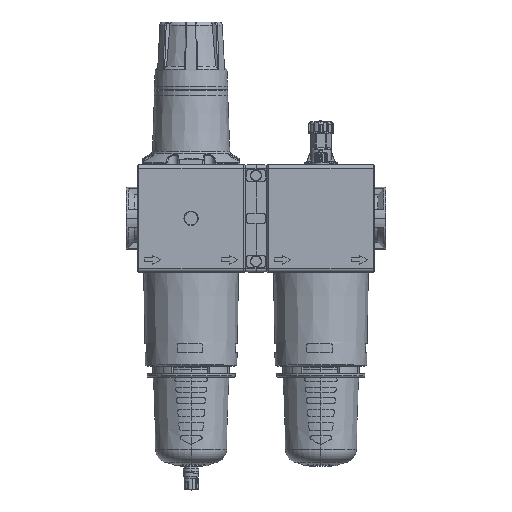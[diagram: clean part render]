
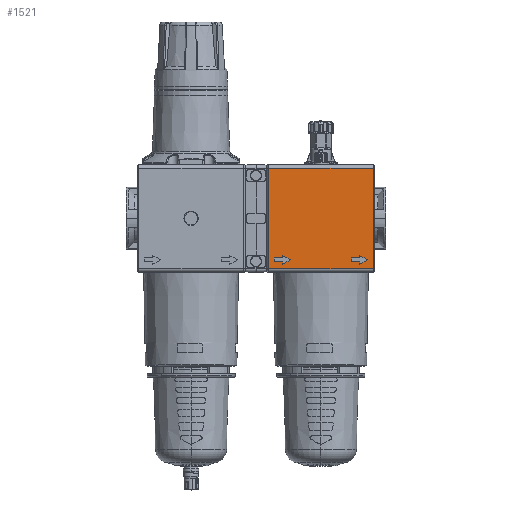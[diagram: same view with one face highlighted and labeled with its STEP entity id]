
A CAD part, top view. The second image highlights one B-rep face of the part: STEP entity #1521.
In plain terms, the highlighted planar face has unit normal (0, 0, 1).
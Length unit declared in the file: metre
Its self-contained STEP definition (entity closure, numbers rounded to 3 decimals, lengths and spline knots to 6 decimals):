
#1521=ADVANCED_FACE('93:6390',(#4908,#4909,#4910),#4911,.F.);
#4908=FACE_BOUND('',#14886,.T.);
#4909=FACE_BOUND('',#14887,.T.);
#4910=FACE_OUTER_BOUND('',#14888,.T.);
#4911=PLANE('',#14889);
#14886=EDGE_LOOP('',(#29374,#29375,#29376,#29377,#29378,#29379,#29380));
#14887=EDGE_LOOP('',(#29381,#29382,#29383,#29384,#29385,#29386,#29387));
#14888=EDGE_LOOP('',(#29388,#29389,#29390,#29391));
#14889=AXIS2_PLACEMENT_3D('',#29392,#29393,#29394);
#29374=ORIENTED_EDGE('',*,*,#37664,.F.);
#29375=ORIENTED_EDGE('',*,*,#37665,.F.);
#29376=ORIENTED_EDGE('',*,*,#37666,.T.);
#29377=ORIENTED_EDGE('',*,*,#37667,.T.);
#29378=ORIENTED_EDGE('',*,*,#37668,.F.);
#29379=ORIENTED_EDGE('',*,*,#37669,.F.);
#29380=ORIENTED_EDGE('',*,*,#37670,.F.);
#29381=ORIENTED_EDGE('',*,*,#37671,.F.);
#29382=ORIENTED_EDGE('',*,*,#37672,.F.);
#29383=ORIENTED_EDGE('',*,*,#37673,.T.);
#29384=ORIENTED_EDGE('',*,*,#37674,.T.);
#29385=ORIENTED_EDGE('',*,*,#37675,.F.);
#29386=ORIENTED_EDGE('',*,*,#37676,.F.);
#29387=ORIENTED_EDGE('',*,*,#37677,.F.);
#29388=ORIENTED_EDGE('',*,*,#37678,.T.);
#29389=ORIENTED_EDGE('',*,*,#37679,.T.);
#29390=ORIENTED_EDGE('',*,*,#37680,.T.);
#29391=ORIENTED_EDGE('',*,*,#37681,.T.);
#29392=CARTESIAN_POINT('',(0.1625,0.0475,0.0475));
#29393=DIRECTION('',(0.0,0.0,-1.0));
#29394=DIRECTION('',(-1.0,0.0,0.0));
#37664=EDGE_CURVE('93:10050',#46067,#46068,#46069,.T.);
#37665=EDGE_CURVE('93:10041',#46070,#46067,#46071,.T.);
#37666=EDGE_CURVE('93:10080',#46070,#46072,#46073,.T.);
#37667=EDGE_CURVE('93:10074',#46072,#46074,#46075,.T.);
#37668=EDGE_CURVE('93:10068',#46076,#46074,#46077,.T.);
#37669=EDGE_CURVE('93:10062',#46078,#46076,#46079,.T.);
#37670=EDGE_CURVE('93:10056',#46068,#46078,#46080,.T.);
#37671=EDGE_CURVE('93:10008',#46081,#46082,#46083,.T.);
#37672=EDGE_CURVE('93:9999',#46084,#46081,#46085,.T.);
#37673=EDGE_CURVE('93:10038',#46084,#46086,#46087,.T.);
#37674=EDGE_CURVE('93:10032',#46086,#46088,#46089,.T.);
#37675=EDGE_CURVE('93:10026',#46090,#46088,#46091,.T.);
#37676=EDGE_CURVE('93:10020',#46092,#46090,#46093,.T.);
#37677=EDGE_CURVE('93:10014',#46082,#46092,#46094,.T.);
#37678=EDGE_CURVE('93:9975',#46095,#46096,#46097,.T.);
#37679=EDGE_CURVE('93:9996',#46096,#46098,#46099,.T.);
#37680=EDGE_CURVE('93:9978',#46098,#46100,#46101,.T.);
#37681=EDGE_CURVE('93:9969',#46100,#46095,#46102,.F.);
#46067=VERTEX_POINT('',#62482);
#46068=VERTEX_POINT('',#62483);
#46069=LINE('',#62484,#62485);
#46070=VERTEX_POINT('',#62486);
#46071=LINE('',#62487,#62488);
#46072=VERTEX_POINT('',#62489);
#46073=LINE('',#62490,#62491);
#46074=VERTEX_POINT('',#62492);
#46075=LINE('',#62493,#62494);
#46076=VERTEX_POINT('',#62495);
#46077=LINE('',#62496,#62497);
#46078=VERTEX_POINT('',#62498);
#46079=LINE('',#62499,#62500);
#46080=LINE('',#62501,#62502);
#46081=VERTEX_POINT('',#62503);
#46082=VERTEX_POINT('',#62504);
#46083=LINE('',#62505,#62506);
#46084=VERTEX_POINT('',#62507);
#46085=LINE('',#62508,#62509);
#46086=VERTEX_POINT('',#62510);
#46087=LINE('',#62511,#62512);
#46088=VERTEX_POINT('',#62513);
#46089=LINE('',#62514,#62515);
#46090=VERTEX_POINT('',#62516);
#46091=LINE('',#62517,#62518);
#46092=VERTEX_POINT('',#62519);
#46093=LINE('',#62520,#62521);
#46094=LINE('',#62522,#62523);
#46095=VERTEX_POINT('',#62524);
#46096=VERTEX_POINT('',#62525);
#46097=LINE('',#62526,#62527);
#46098=VERTEX_POINT('',#62528);
#46099=LINE('',#62529,#62530);
#46100=VERTEX_POINT('',#62531);
#46101=LINE('',#62532,#62533);
#46102=LINE('',#62534,#62535);
#62482=CARTESIAN_POINT('',(0.07388,-0.035,0.0475));
#62483=CARTESIAN_POINT('',(0.07388,-0.0385,0.0475));
#62484=CARTESIAN_POINT('',(0.07388,-0.035,0.0475));
#62485=VECTOR('',#72295,1.0);
#62486=CARTESIAN_POINT('',(0.08101,-0.035,0.0475));
#62487=CARTESIAN_POINT('',(0.08101,-0.035,0.0475));
#62488=VECTOR('',#72296,1.0);
#62489=CARTESIAN_POINT('',(0.08101,-0.032784,0.0475));
#62490=CARTESIAN_POINT('',(0.08101,-0.035,0.0475));
#62491=VECTOR('',#72297,1.0);
#62492=CARTESIAN_POINT('',(0.08788,-0.03675,0.0475));
#62493=CARTESIAN_POINT('',(0.08101,-0.032784,0.0475));
#62494=VECTOR('',#72298,1.0);
#62495=CARTESIAN_POINT('',(0.08101,-0.040716,0.0475));
#62496=CARTESIAN_POINT('',(0.08101,-0.040716,0.0475));
#62497=VECTOR('',#72299,1.0);
#62498=CARTESIAN_POINT('',(0.08101,-0.0385,0.0475));
#62499=CARTESIAN_POINT('',(0.08101,-0.0385,0.0475));
#62500=VECTOR('',#72300,1.0);
#62501=CARTESIAN_POINT('',(0.07388,-0.0385,0.0475));
#62502=VECTOR('',#72301,1.0);
#62503=CARTESIAN_POINT('',(0.14212,-0.035,0.0475));
#62504=CARTESIAN_POINT('',(0.14212,-0.0385,0.0475));
#62505=CARTESIAN_POINT('',(0.14212,-0.035,0.0475));
#62506=VECTOR('',#72302,1.0);
#62507=CARTESIAN_POINT('',(0.14925,-0.035,0.0475));
#62508=CARTESIAN_POINT('',(0.14925,-0.035,0.0475));
#62509=VECTOR('',#72303,1.0);
#62510=CARTESIAN_POINT('',(0.14925,-0.032784,0.0475));
#62511=CARTESIAN_POINT('',(0.14925,-0.035,0.0475));
#62512=VECTOR('',#72304,1.0);
#62513=CARTESIAN_POINT('',(0.15612,-0.03675,0.0475));
#62514=CARTESIAN_POINT('',(0.14925,-0.032784,0.0475));
#62515=VECTOR('',#72305,1.0);
#62516=CARTESIAN_POINT('',(0.14925,-0.040716,0.0475));
#62517=CARTESIAN_POINT('',(0.14925,-0.040716,0.0475));
#62518=VECTOR('',#72306,1.0);
#62519=CARTESIAN_POINT('',(0.14925,-0.0385,0.0475));
#62520=CARTESIAN_POINT('',(0.14925,-0.0385,0.0475));
#62521=VECTOR('',#72307,1.0);
#62522=CARTESIAN_POINT('',(0.14212,-0.0385,0.0475));
#62523=VECTOR('',#72308,1.0);
#62524=CARTESIAN_POINT('',(0.0685,-0.0445,0.0475));
#62525=CARTESIAN_POINT('',(0.1615,-0.0445,0.0475));
#62526=CARTESIAN_POINT('',(0.1625,-0.0445,0.0475));
#62527=VECTOR('',#72309,1.0);
#62528=CARTESIAN_POINT('',(0.1615,0.0445,0.0475));
#62529=CARTESIAN_POINT('',(0.1615,0.0475,0.0475));
#62530=VECTOR('',#72310,1.0);
#62531=CARTESIAN_POINT('',(0.0685,0.0445,0.0475));
#62532=CARTESIAN_POINT('',(0.1625,0.0445,0.0475));
#62533=VECTOR('',#72311,1.0);
#62534=CARTESIAN_POINT('',(0.0685,-0.0445,0.0475));
#62535=VECTOR('',#72312,1.0);
#72295=DIRECTION('',(0.0,-1.0,0.0));
#72296=DIRECTION('',(-1.0,0.0,0.0));
#72297=DIRECTION('',(0.,1.0,0.0));
#72298=DIRECTION('',(0.866,-0.5,0.0));
#72299=DIRECTION('',(0.866,0.5,0.0));
#72300=DIRECTION('',(0.,-1.0,0.0));
#72301=DIRECTION('',(1.0,0.,0.0));
#72302=DIRECTION('',(0.0,-1.0,0.0));
#72303=DIRECTION('',(-1.0,0.,0.0));
#72304=DIRECTION('',(0.,1.0,0.0));
#72305=DIRECTION('',(0.866,-0.5,0.0));
#72306=DIRECTION('',(0.866,0.5,0.0));
#72307=DIRECTION('',(0.,-1.0,0.0));
#72308=DIRECTION('',(1.0,0.,0.0));
#72309=DIRECTION('',(1.0,0.,0.0));
#72310=DIRECTION('',(0.0,1.0,0.0));
#72311=DIRECTION('',(-1.0,0.0,0.0));
#72312=DIRECTION('',(0.,1.0,0.0));
